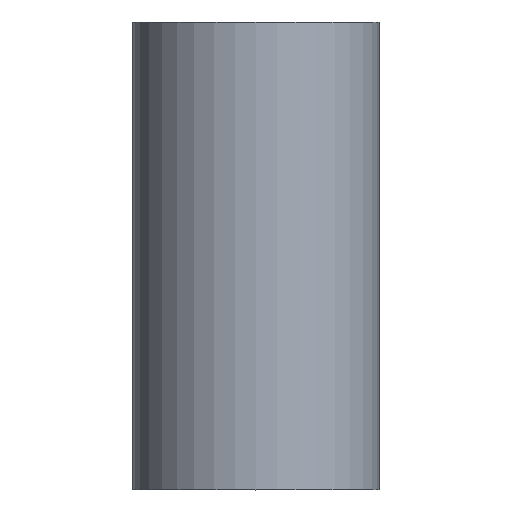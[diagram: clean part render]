
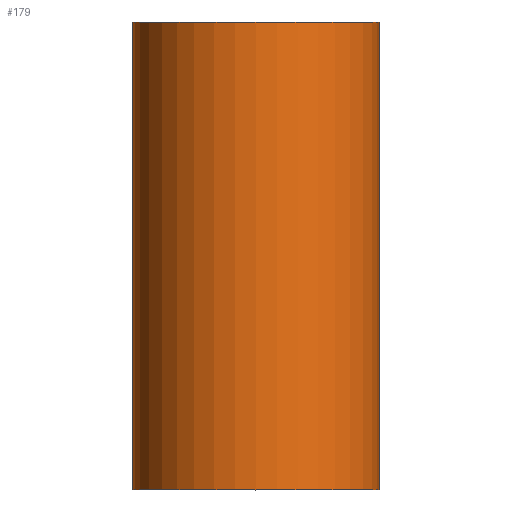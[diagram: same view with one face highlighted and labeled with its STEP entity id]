
A CAD part, top view. The second image highlights one B-rep face of the part: STEP entity #179.
In plain terms, the highlighted cylindrical face has radius 10 mm (diameter 20 mm), a partial arc.
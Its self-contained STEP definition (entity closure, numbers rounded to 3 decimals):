
#27=FACE_OUTER_BOUND('',#37,.T.);
#37=EDGE_LOOP('',(#145,#146,#147,#148));
#47=CIRCLE('',#209,10.);
#48=CIRCLE('',#211,10.);
#61=LINE('',#311,#77);
#62=LINE('',#313,#78);
#77=VECTOR('',#257,10.);
#78=VECTOR('',#258,10.);
#93=VERTEX_POINT('',#304);
#94=VERTEX_POINT('',#306);
#95=VERTEX_POINT('',#310);
#96=VERTEX_POINT('',#312);
#115=EDGE_CURVE('',#93,#94,#47,.T.);
#116=EDGE_CURVE('',#95,#93,#61,.T.);
#117=EDGE_CURVE('',#96,#94,#62,.T.);
#118=EDGE_CURVE('',#95,#96,#48,.T.);
#145=ORIENTED_EDGE('',*,*,#116,.T.);
#146=ORIENTED_EDGE('',*,*,#115,.T.);
#147=ORIENTED_EDGE('',*,*,#117,.F.);
#148=ORIENTED_EDGE('',*,*,#118,.F.);
#172=CYLINDRICAL_SURFACE('',#210,10.);
#179=ADVANCED_FACE('',(#27),#172,.T.);
#209=AXIS2_PLACEMENT_3D('',#308,#253,#254);
#210=AXIS2_PLACEMENT_3D('',#309,#255,#256);
#211=AXIS2_PLACEMENT_3D('',#314,#259,#260);
#253=DIRECTION('center_axis',(0.,-1.,0.));
#254=DIRECTION('ref_axis',(1.,0.,0.));
#255=DIRECTION('center_axis',(0.,-1.,0.));
#256=DIRECTION('ref_axis',(-0.707,0.,0.707));
#257=DIRECTION('',(0.,1.,0.));
#258=DIRECTION('',(0.,1.,0.));
#259=DIRECTION('center_axis',(0.,-1.,0.));
#260=DIRECTION('ref_axis',(1.,0.,0.));
#304=CARTESIAN_POINT('',(10.,38.,0.));
#306=CARTESIAN_POINT('',(0.,38.,-10.));
#308=CARTESIAN_POINT('Origin',(0.,38.,0.));
#309=CARTESIAN_POINT('Origin',(0.,19.,0.));
#310=CARTESIAN_POINT('',(10.,0.,0.));
#311=CARTESIAN_POINT('',(10.,0.,0.));
#312=CARTESIAN_POINT('',(0.,0.,-10.));
#313=CARTESIAN_POINT('',(0.,0.,-10.));
#314=CARTESIAN_POINT('Origin',(0.,0.,0.));
